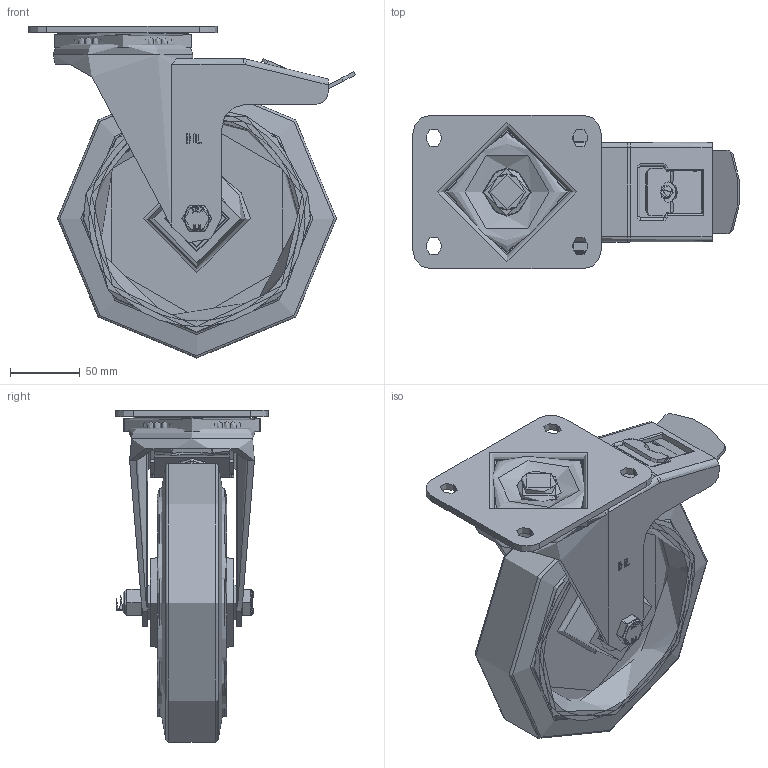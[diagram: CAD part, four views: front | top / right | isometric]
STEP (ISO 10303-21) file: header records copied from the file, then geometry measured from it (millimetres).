
FILE_DESCRIPTION(/* description */ (''),/* implementation_level */ '2;1');
FILE_NAME(/* name */ 'BZSPH200CUBJSWB.step',/* time_stamp */ '2024-10-30T14:08:17Z',/* author */ (''),/* organization */ (''),/* preprocessor_version */ 'ST-DEVELOPER v20',/* originating_system */ 'Autodesk Translation Framework v13.20.0.188',/* authorisation */ '');
FILE_SCHEMA (('AUTOMOTIVE_DESIGN { 1 0 10303 214 3 1 1 }'));
Products named in the file (73): BZSPH200CUBJSWB; BZSPH200ASSWB v1; PRESSED STEEL TOP PLATE; PRESSED STEEL TOP PLATE Geometry; Pattern; Component1; Pattern2; Pattern3; Pattern4; Component2; Pattern5; Component2 (1); Pattern5 (1); Pattern4 (1); Component2 (2); Pattern5 (2); Component2 (3); Pattern5 (3); Pattern6; Pattern3 (1); Pattern4 (2); Component2 (4); Pattern5 (4); Component2 (5); Pattern5 (5); Pattern4 (3); Component2 (6); Pattern5 (6); Component2 (7); Pattern5 (7); Pattern3 (2); Pattern4 (4); Component2 (8); Pattern5 (8); Component2 (9); Pattern5 (9); Pattern4 (5); Component2 (10); Pattern5 (10); Component2 (11) ...
Assembly tree (205 placements, depth 10):
  BZSPH200CUBJSWB
    BZSPH200ASSWB v1
      PRESSED STEEL TOP PLATE
        PRESSED STEEL TOP PLATE Geometry
        Pattern
          Component1  x32
        Pattern2
          Pattern3
            Pattern4
              Component2
                Pattern5
                  Component3  x7
              Component2 (1)
                Pattern5 (1)
                  Component3  x7
            Pattern4 (1)
              Component2 (2)
                Pattern5 (2)
                  Component3  x7
              Component2 (3)
                Pattern5 (3)
                  Component3  x7
          Pattern6
            Pattern3 (1)
              Pattern4 (2)
                Component2 (4)
                  Pattern5 (4)
                    Component3  x7
                Component2 (5)
                  Pattern5 (5)
                    Component3  x7
              Pattern4 (3)
                Component2 (6)
                  Pattern5 (6)
                    Component3  x7
                Component2 (7)
                  Pattern5 (7)
                    Component3  x7
            Pattern3 (2)
              Pattern4 (4)
                Component2 (8)
                  Pattern5 (8)
                    Component3  x7
                Component2 (9)
                  Pattern5 (9)
                    Component3  x7
              Pattern4 (5)
                Component2 (10)
                  Pattern5 (10)
                    Component3  x7
                Component2 (11)
                  Pattern5 (11)
                    Component3  x7
      PRESSED STEEL FORKS
      PRESSED STEEL BRAKE
        PRESSED STEEL BRAKE Geometry
        BRAKE PAD
        BRAKE BOLT
      BEARING SEAL
    BZHL200WCUBJM20 v1
Bounding box: 233.94 x 110 x 238 mm (x, y, z)
Volume: 1175490.3 mm3; surface area: 381130.1 mm2
Topology: 157 solids, 157 shells, 1495 faces, 3873 edges, 2552 vertices
Faces by surface type: plane 577, bspline 341, cylinder 296, sphere 188, torus 85, cone 8
Full cylindrical faces by diameter (mm): 9 x9, 9.836 x16, 10 x1, 11.834 x16, 12 x3, 12.2 x4, 14 x2, 17.75 x1, 18.5 x1, 19.8 x2, 20 x3, 24 x3, 25 x2, 26 x1, 27 x2, 28 x1, 28.5 x8, 30.8 x4, 31.3 x4, 33 x1, 36 x1, 37 x1, 40.3 x4, 40.5 x4, 40.8 x4, 42 x10, 47 x4, 69.515 x1, 71.515 x1, 74 x1
Entity records: 45661 total; most frequent: CARTESIAN_POINT 19375, ORIENTED_EDGE 5116, DIRECTION 5034, EDGE_CURVE 2558, AXIS2_PLACEMENT_3D 1928, VERTEX_POINT 1686, EDGE_LOOP 1188, LINE 1178
